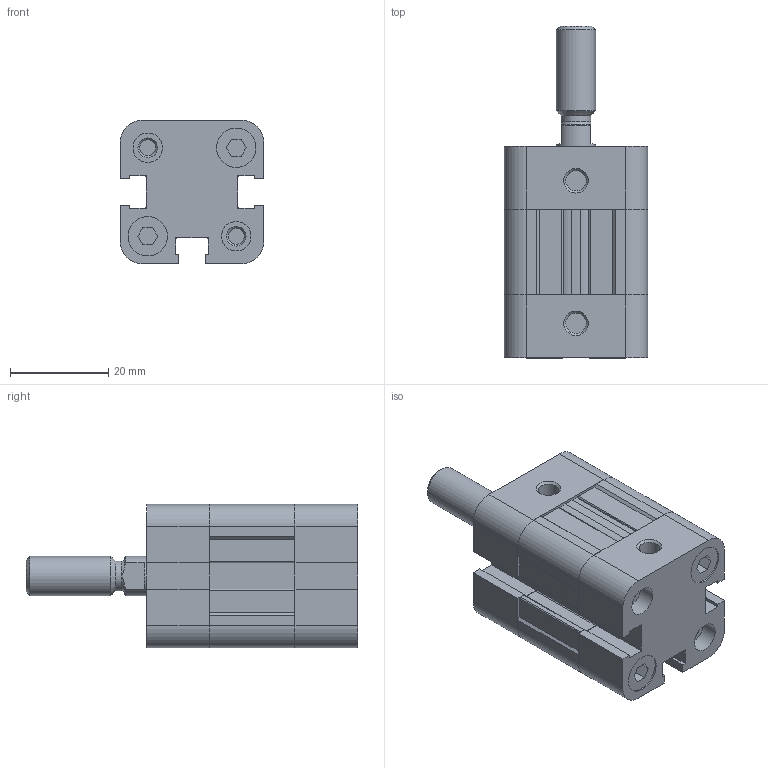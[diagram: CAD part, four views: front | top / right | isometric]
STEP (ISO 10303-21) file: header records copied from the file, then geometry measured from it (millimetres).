
FILE_DESCRIPTION(/* description */ (''),/* implementation_level */ '2;1');
FILE_NAME(/* name */ 'NSKU016.0005M.stp',/* time_stamp */ '2021-11-08T15:15:43+01:00',/* author */ ('Operator CNC'),/* organization */ (''),/* preprocessor_version */ 'ST-DEVELOPER v15.6',/* originating_system */ 'Autodesk Inventor 2015',/* authorisation */ '');
FILE_SCHEMA (('AUTOMOTIVE_DESIGN { 1 0 10303 214 3 1 1 }'));
Length unit declared in the file: millimetre
Products named in the file (6): _NSKU_16_STD_fh; _NSKU_16_5_5_STD_M_r; _NSKU_16_5_STD_ba; _NSKU_16_STD_rh; _NSKU_16_5_STD_pen; NSKU_16_5_-_STD_M_-_(-_0_0)
Assembly tree (5 placements, depth 2):
  NSKU_16_5_-_STD_M_-_(-_0_0)
    _NSKU_16_STD_fh
    _NSKU_16_5_5_STD_M_r
    _NSKU_16_5_STD_ba
    _NSKU_16_STD_rh
    _NSKU_16_5_STD_pen
Bounding box: 29.2 x 67.5 x 29.2 mm (x, y, z)
Volume: 30384 mm3; surface area: 15079.5 mm2
Topology: 5 solids, 5 shells, 265 faces, 700 edges, 462 vertices
Faces by surface type: plane 181, cylinder 70, cone 12, torus 2
Full cylindrical faces by diameter (mm): 3.242 x4, 4.134 x2, 6 x5, 8 x7, 16 x4
Entity records: 8146 total; most frequent: CARTESIAN_POINT 1426, DIRECTION 1368, ORIENTED_EDGE 1334, EDGE_CURVE 667, LINE 502, VECTOR 502, VERTEX_POINT 461, AXIS2_PLACEMENT_3D 433
